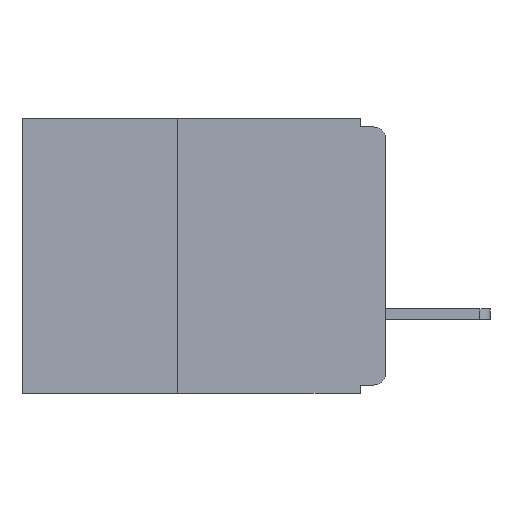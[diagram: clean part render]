
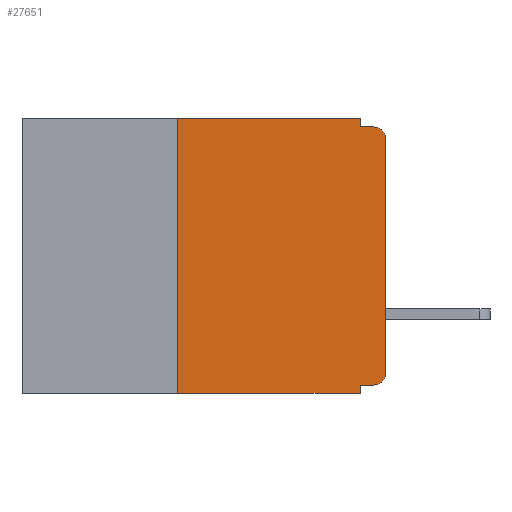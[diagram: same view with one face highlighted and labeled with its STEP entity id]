
A CAD part, left-side view. The second image highlights one B-rep face of the part: STEP entity #27651.
In plain terms, the highlighted planar face has unit normal (-1, 0, 0).
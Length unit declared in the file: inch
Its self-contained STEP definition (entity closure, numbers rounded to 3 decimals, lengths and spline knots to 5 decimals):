
#54 = CARTESIAN_POINT ( 'NONE',  ( 0., 0., -0.305 ) ) ;
#749 = CARTESIAN_POINT ( 'NONE',  ( 0., 0.015, -0.01 ) ) ;
#1066 = CARTESIAN_POINT ( 'NONE',  ( 0., 0.437, -0.33 ) ) ;
#1721 = EDGE_CURVE ( 'NONE', #17552, #32446, #21674, .T. ) ;
#2035 = VECTOR ( 'NONE', #12595, 39.37008 ) ;
#2446 = LINE ( 'NONE', #30102, #22842 ) ;
#2961 = DIRECTION ( 'NONE',  ( 1., 0., 0. ) ) ;
#3031 = ORIENTED_EDGE ( 'NONE', *, *, #9541, .T. ) ;
#3162 = DIRECTION ( 'NONE',  ( 0., 0., -1. ) ) ;
#3368 = LINE ( 'NONE', #10869, #16298 ) ;
#3617 = VECTOR ( 'NONE', #16422, 39.37008 ) ;
#4839 = ORIENTED_EDGE ( 'NONE', *, *, #1721, .T. ) ;
#5516 = CARTESIAN_POINT ( 'NONE',  ( 0., 0.031, -0.01 ) ) ;
#5872 = ORIENTED_EDGE ( 'NONE', *, *, #25947, .F. ) ;
#5917 = ORIENTED_EDGE ( 'NONE', *, *, #13667, .T. ) ;
#6381 = EDGE_CURVE ( 'NONE', #13614, #14200, #11688, .T. ) ;
#6916 = CARTESIAN_POINT ( 'NONE',  ( 0., 0.015, -0.305 ) ) ;
#7393 = DIRECTION ( 'NONE',  ( 0., -1., 0. ) ) ;
#7702 = DIRECTION ( 'NONE',  ( 0., 0., 1. ) ) ;
#8760 = CIRCLE ( 'NONE', #31796, 0.015 ) ;
#9541 = EDGE_CURVE ( 'NONE', #28921, #15742, #10598, .T. ) ;
#9557 = DIRECTION ( 'NONE',  ( 0., 0., -1. ) ) ;
#9639 = ORIENTED_EDGE ( 'NONE', *, *, #22240, .F. ) ;
#9726 = CARTESIAN_POINT ( 'NONE',  ( 0., 0.031, 0. ) ) ;
#10598 = LINE ( 'NONE', #1066, #3617 ) ;
#10858 = VERTEX_POINT ( 'NONE', #24535 ) ;
#10869 = CARTESIAN_POINT ( 'NONE',  ( 0., 0.437, 0. ) ) ;
#10961 = CARTESIAN_POINT ( 'NONE',  ( 0., 0.031, -0.33 ) ) ;
#11688 = LINE ( 'NONE', #9726, #19185 ) ;
#12307 = EDGE_CURVE ( 'NONE', #28921, #26798, #12395, .T. ) ;
#12395 = LINE ( 'NONE', #27898, #24931 ) ;
#12547 = CARTESIAN_POINT ( 'NONE',  ( 0., 0., -0.025 ) ) ;
#12595 = DIRECTION ( 'NONE',  ( 0., 1., 0. ) ) ;
#12648 = CARTESIAN_POINT ( 'NONE',  ( 0., 0.031, -0.33 ) ) ;
#12899 = ORIENTED_EDGE ( 'NONE', *, *, #12307, .F. ) ;
#13614 = VERTEX_POINT ( 'NONE', #25931 ) ;
#13667 = EDGE_CURVE ( 'NONE', #16433, #17552, #31123, .T. ) ;
#13880 = VECTOR ( 'NONE', #3162, 39.37008 ) ;
#14200 = VERTEX_POINT ( 'NONE', #5516 ) ;
#14440 = CARTESIAN_POINT ( 'NONE',  ( 0., 0.25, -0.33 ) ) ;
#14675 = LINE ( 'NONE', #10961, #13880 ) ;
#15742 = VERTEX_POINT ( 'NONE', #12648 ) ;
#15942 = EDGE_CURVE ( 'NONE', #20805, #15742, #14675, .T. ) ;
#16232 = CARTESIAN_POINT ( 'NONE',  ( 0., 0., 0. ) ) ;
#16298 = VECTOR ( 'NONE', #28410, 39.37008 ) ;
#16355 = EDGE_CURVE ( 'NONE', #14200, #32446, #2446, .T. ) ;
#16422 = DIRECTION ( 'NONE',  ( 0., -1., 0. ) ) ;
#16433 = VERTEX_POINT ( 'NONE', #54 ) ;
#17552 = VERTEX_POINT ( 'NONE', #12547 ) ;
#18758 = DIRECTION ( 'NONE',  ( 0., 0., 1. ) ) ;
#19185 = VECTOR ( 'NONE', #27304, 39.37008 ) ;
#20297 = EDGE_CURVE ( 'NONE', #10858, #16433, #8760, .T. ) ;
#20467 = ORIENTED_EDGE ( 'NONE', *, *, #20297, .T. ) ;
#20667 = FACE_OUTER_BOUND ( 'NONE', #32052, .T. ) ;
#20805 = VERTEX_POINT ( 'NONE', #23928 ) ;
#20911 = DIRECTION ( 'NONE',  ( 0., 0., -1. ) ) ;
#21674 = CIRCLE ( 'NONE', #32859, 0.015 ) ;
#22062 = ORIENTED_EDGE ( 'NONE', *, *, #16355, .F. ) ;
#22240 = EDGE_CURVE ( 'NONE', #10858, #20805, #22470, .T. ) ;
#22470 = LINE ( 'NONE', #25064, #2035 ) ;
#22842 = VECTOR ( 'NONE', #7393, 39.37008 ) ;
#23928 = CARTESIAN_POINT ( 'NONE',  ( 0., 0.031, -0.32 ) ) ;
#24535 = CARTESIAN_POINT ( 'NONE',  ( 0., 0.015, -0.32 ) ) ;
#24630 = DIRECTION ( 'NONE',  ( -1., 0., 0. ) ) ;
#24931 = VECTOR ( 'NONE', #7702, 39.37008 ) ;
#25064 = CARTESIAN_POINT ( 'NONE',  ( 0., 0., -0.32 ) ) ;
#25760 = PLANE ( 'NONE',  #26106 ) ;
#25931 = CARTESIAN_POINT ( 'NONE',  ( 0., 0.031, 0. ) ) ;
#25947 = EDGE_CURVE ( 'NONE', #26798, #13614, #3368, .T. ) ;
#26106 = AXIS2_PLACEMENT_3D ( 'NONE', #30787, #2961, #20911 ) ;
#26798 = VERTEX_POINT ( 'NONE', #29775 ) ;
#27304 = DIRECTION ( 'NONE',  ( 0., 0., -1. ) ) ;
#27651 = ADVANCED_FACE ( 'NONE', ( #20667 ), #25760, .F. ) ;
#27898 = CARTESIAN_POINT ( 'NONE',  ( 0., 0.25, -0.33 ) ) ;
#28410 = DIRECTION ( 'NONE',  ( 0., -1., 0. ) ) ;
#28680 = ORIENTED_EDGE ( 'NONE', *, *, #6381, .F. ) ;
#28912 = DIRECTION ( 'NONE',  ( 0., 0., -1. ) ) ;
#28921 = VERTEX_POINT ( 'NONE', #14440 ) ;
#28956 = DIRECTION ( 'NONE',  ( -1., 0., 0. ) ) ;
#29378 = CARTESIAN_POINT ( 'NONE',  ( 0., 0.015, -0.025 ) ) ;
#29775 = CARTESIAN_POINT ( 'NONE',  ( 0., 0.25, 0. ) ) ;
#30102 = CARTESIAN_POINT ( 'NONE',  ( 0., 0., -0.01 ) ) ;
#30349 = VECTOR ( 'NONE', #18758, 39.37008 ) ;
#30787 = CARTESIAN_POINT ( 'NONE',  ( 0., 0.437, 0. ) ) ;
#31123 = LINE ( 'NONE', #16232, #30349 ) ;
#31796 = AXIS2_PLACEMENT_3D ( 'NONE', #6916, #24630, #9557 ) ;
#32052 = EDGE_LOOP ( 'NONE', ( #5917, #4839, #22062, #28680, #5872, #12899, #3031, #32580, #9639, #20467 ) ) ;
#32446 = VERTEX_POINT ( 'NONE', #749 ) ;
#32580 = ORIENTED_EDGE ( 'NONE', *, *, #15942, .F. ) ;
#32859 = AXIS2_PLACEMENT_3D ( 'NONE', #29378, #28956, #28912 ) ;
